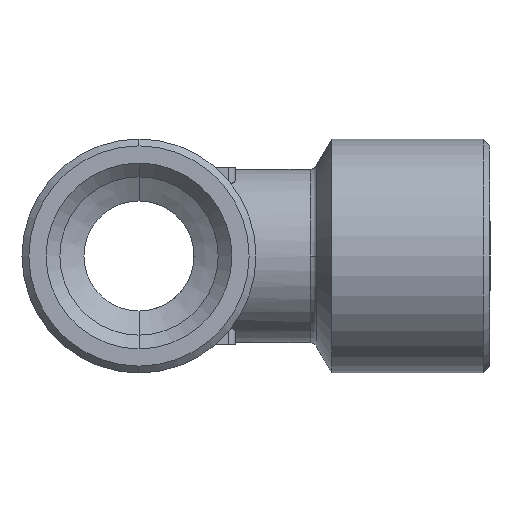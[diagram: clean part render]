
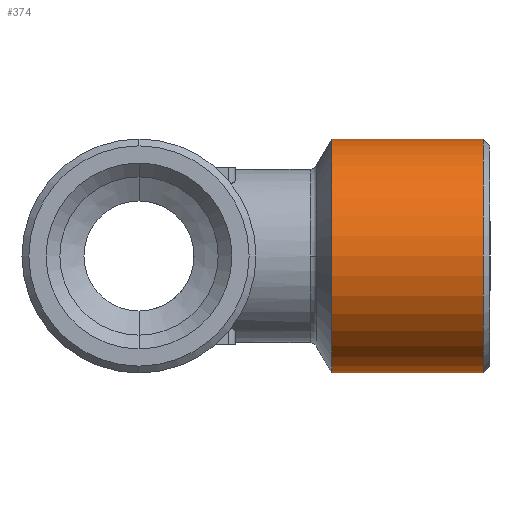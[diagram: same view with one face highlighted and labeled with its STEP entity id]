
A CAD part, left-side view. The second image highlights one B-rep face of the part: STEP entity #374.
In plain terms, the highlighted cylindrical face has radius 8.5 mm (diameter 17 mm), a partial arc.
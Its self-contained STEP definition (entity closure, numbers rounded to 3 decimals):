
#363 = EDGE_LOOP ( 'NONE', ( #366, #364, #370, #367 ) ) ;
#364 = ORIENTED_EDGE ( 'NONE', *, *, #371, .T. ) ;
#366 = ORIENTED_EDGE ( 'NONE', *, *, #3140, .F. ) ;
#367 = ORIENTED_EDGE ( 'NONE', *, *, #368, .F. ) ;
#368 = EDGE_CURVE ( 'NONE', #3132, #3135, #1147, .T. ) ;
#370 = ORIENTED_EDGE ( 'NONE', *, *, #1771, .T. ) ;
#371 = EDGE_CURVE ( 'NONE', #3143, #3138, #1203, .T. ) ;
#374 = ADVANCED_FACE ( 'NONE', ( #1195 ), #1194, .T. ) ;
#1143 = DIRECTION ( 'NONE',  ( 0., 0., 1. ) ) ;
#1144 = DIRECTION ( 'NONE',  ( 0., 1., 0. ) ) ;
#1145 = CARTESIAN_POINT ( 'NONE',  ( 0., -14., 0. ) ) ;
#1146 = AXIS2_PLACEMENT_3D ( 'NONE', #1145, #1144, #1143 ) ;
#1147 = CIRCLE ( 'NONE', #1146, 8.5 ) ;
#1189 = DIRECTION ( 'NONE',  ( 0., 0., 1. ) ) ;
#1190 = DIRECTION ( 'NONE',  ( 0., 1., 0. ) ) ;
#1191 = AXIS2_PLACEMENT_3D ( 'NONE', #1193, #1190, #1189 ) ;
#1193 = CARTESIAN_POINT ( 'NONE',  ( 0., 9.788, 0. ) ) ;
#1194 = CYLINDRICAL_SURFACE ( 'NONE', #1191, 8.5 ) ;
#1195 = FACE_OUTER_BOUND ( 'NONE', #363, .T. ) ;
#1196 = DIRECTION ( 'NONE',  ( 0., 0., 1. ) ) ;
#1197 = DIRECTION ( 'NONE',  ( 0., 1., 0. ) ) ;
#1198 = CARTESIAN_POINT ( 'NONE',  ( 0., -25., 0. ) ) ;
#1199 = AXIS2_PLACEMENT_3D ( 'NONE', #1198, #1197, #1196 ) ;
#1203 = CIRCLE ( 'NONE', #1199, 8.5 ) ;
#1771 = EDGE_CURVE ( 'NONE', #3138, #3135, #2292, .T. ) ;
#2289 = DIRECTION ( 'NONE',  ( 0., 1., 0. ) ) ;
#2290 = VECTOR ( 'NONE', #2289, 1000. ) ;
#2291 = CARTESIAN_POINT ( 'NONE',  ( 0., 9.788, 8.5 ) ) ;
#2292 = LINE ( 'NONE', #2291, #2290 ) ;
#2658 = CARTESIAN_POINT ( 'NONE',  ( 0., 9.788, -8.5 ) ) ;
#2659 = LINE ( 'NONE', #2658, #2720 ) ;
#2660 = CARTESIAN_POINT ( 'NONE',  ( 0., -25., 8.5 ) ) ;
#2665 = CARTESIAN_POINT ( 'NONE',  ( 0., -14., 8.5 ) ) ;
#2677 = CARTESIAN_POINT ( 'NONE',  ( 0., -14., -8.5 ) ) ;
#2713 = CARTESIAN_POINT ( 'NONE',  ( 0., -25., -8.5 ) ) ;
#2719 = DIRECTION ( 'NONE',  ( 0., 1., 0. ) ) ;
#2720 = VECTOR ( 'NONE', #2719, 1000. ) ;
#3132 = VERTEX_POINT ( 'NONE', #2677 ) ;
#3135 = VERTEX_POINT ( 'NONE', #2665 ) ;
#3138 = VERTEX_POINT ( 'NONE', #2660 ) ;
#3140 = EDGE_CURVE ( 'NONE', #3143, #3132, #2659, .T. ) ;
#3143 = VERTEX_POINT ( 'NONE', #2713 ) ;
